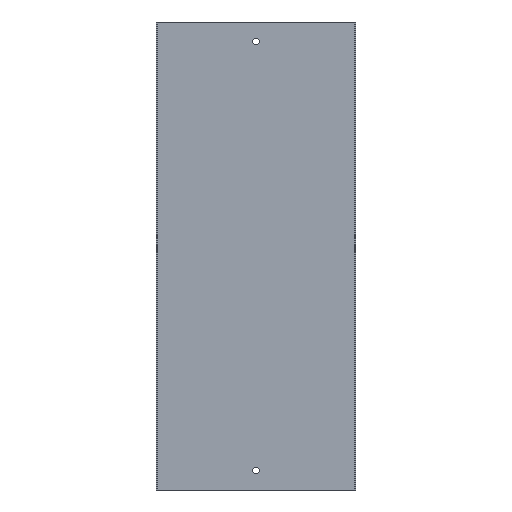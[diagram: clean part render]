
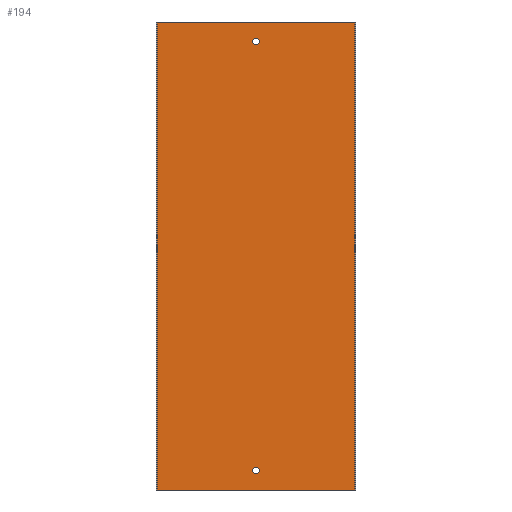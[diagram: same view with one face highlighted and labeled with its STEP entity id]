
A CAD part, front view. The second image highlights one B-rep face of the part: STEP entity #194.
In plain terms, the highlighted planar face has unit normal (0, -1, 0).
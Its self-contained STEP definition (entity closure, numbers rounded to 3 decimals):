
#2 = CARTESIAN_POINT ( 'NONE',  ( 0., 0., 17.5 ) ) ;
#60 = CARTESIAN_POINT ( 'NONE',  ( -76., 0., 0. ) ) ;
#65 = CARTESIAN_POINT ( 'NONE',  ( 76., 0., 0. ) ) ;
#68 = CARTESIAN_POINT ( 'NONE',  ( -76., 0., 360. ) ) ;
#70 = CARTESIAN_POINT ( 'NONE',  ( 76., 0., 360. ) ) ;
#71 = DIRECTION ( 'NONE',  ( 0., 0., 1. ) ) ;
#74 = DIRECTION ( 'NONE',  ( 0., 1., 0. ) ) ;
#75 = PLANE ( 'NONE',  #131 ) ;
#84 = DIRECTION ( 'NONE',  ( 0., 0., -1. ) ) ;
#85 = CARTESIAN_POINT ( 'NONE',  ( -76., 0., 360. ) ) ;
#86 = CARTESIAN_POINT ( 'NONE',  ( 76., 0., 360. ) ) ;
#99 = DIRECTION ( 'NONE',  ( 1., 0., 0. ) ) ;
#102 = CARTESIAN_POINT ( 'NONE',  ( -76., 0., 360. ) ) ;
#104 = DIRECTION ( 'NONE',  ( 1., 0., 0. ) ) ;
#105 = DIRECTION ( 'NONE',  ( 0., 0., 1. ) ) ;
#106 = DIRECTION ( 'NONE',  ( 0., -1., 0. ) ) ;
#107 = CARTESIAN_POINT ( 'NONE',  ( 0., 0., 15. ) ) ;
#108 = DIRECTION ( 'NONE',  ( 0., 0., 1. ) ) ;
#109 = DIRECTION ( 'NONE',  ( 0., -1., 0. ) ) ;
#110 = CARTESIAN_POINT ( 'NONE',  ( 0., 0., 345. ) ) ;
#115 = CARTESIAN_POINT ( 'NONE',  ( -76., 0., 0. ) ) ;
#119 = DIRECTION ( 'NONE',  ( 0., 0., -1. ) ) ;
#120 = CARTESIAN_POINT ( 'NONE',  ( -76., 0., 360. ) ) ;
#131 = AXIS2_PLACEMENT_3D ( 'NONE', #85, #74, #71 ) ;
#132 = AXIS2_PLACEMENT_3D ( 'NONE', #107, #106, #105 ) ;
#133 = AXIS2_PLACEMENT_3D ( 'NONE', #110, #109, #108 ) ;
#152 = EDGE_CURVE ( 'NONE', #232, #241, #376, .T. ) ;
#154 = EDGE_CURVE ( 'NONE', #396, #396, #374, .T. ) ;
#155 = EDGE_CURVE ( 'NONE', #397, #397, #368, .T. ) ;
#156 = EDGE_CURVE ( 'NONE', #241, #234, #370, .T. ) ;
#158 = EDGE_CURVE ( 'NONE', #232, #237, #372, .T. ) ;
#162 = EDGE_CURVE ( 'NONE', #237, #234, #362, .T. ) ;
#194 = ADVANCED_FACE ( 'NONE', ( #354, #348, #350 ), #75, .F. ) ;
#232 = VERTEX_POINT ( 'NONE', #68 ) ;
#234 = VERTEX_POINT ( 'NONE', #65 ) ;
#237 = VERTEX_POINT ( 'NONE', #70 ) ;
#241 = VERTEX_POINT ( 'NONE', #60 ) ;
#265 = ORIENTED_EDGE ( 'NONE', *, *, #154, .F. ) ;
#267 = ORIENTED_EDGE ( 'NONE', *, *, #155, .F. ) ;
#268 = ORIENTED_EDGE ( 'NONE', *, *, #156, .T. ) ;
#270 = ORIENTED_EDGE ( 'NONE', *, *, #152, .T. ) ;
#276 = ORIENTED_EDGE ( 'NONE', *, *, #158, .F. ) ;
#289 = ORIENTED_EDGE ( 'NONE', *, *, #162, .F. ) ;
#309 = EDGE_LOOP ( 'NONE', ( #265 ) ) ;
#316 = EDGE_LOOP ( 'NONE', ( #267 ) ) ;
#321 = EDGE_LOOP ( 'NONE', ( #268, #289, #276, #270 ) ) ;
#348 = FACE_BOUND ( 'NONE', #316, .T. ) ;
#350 = FACE_OUTER_BOUND ( 'NONE', #321, .T. ) ;
#354 = FACE_BOUND ( 'NONE', #309, .T. ) ;
#355 = VECTOR ( 'NONE', #84, 1000. ) ;
#362 = LINE ( 'NONE', #86, #355 ) ;
#364 = VECTOR ( 'NONE', #104, 1000. ) ;
#367 = VECTOR ( 'NONE', #99, 1000. ) ;
#368 = CIRCLE ( 'NONE', #132, 2.5 ) ;
#370 = LINE ( 'NONE', #115, #364 ) ;
#372 = LINE ( 'NONE', #102, #367 ) ;
#373 = VECTOR ( 'NONE', #119, 1000. ) ;
#374 = CIRCLE ( 'NONE', #133, 2.5 ) ;
#376 = LINE ( 'NONE', #120, #373 ) ;
#396 = VERTEX_POINT ( 'NONE', #425 ) ;
#397 = VERTEX_POINT ( 'NONE', #2 ) ;
#425 = CARTESIAN_POINT ( 'NONE',  ( 0., 0., 347.5 ) ) ;
